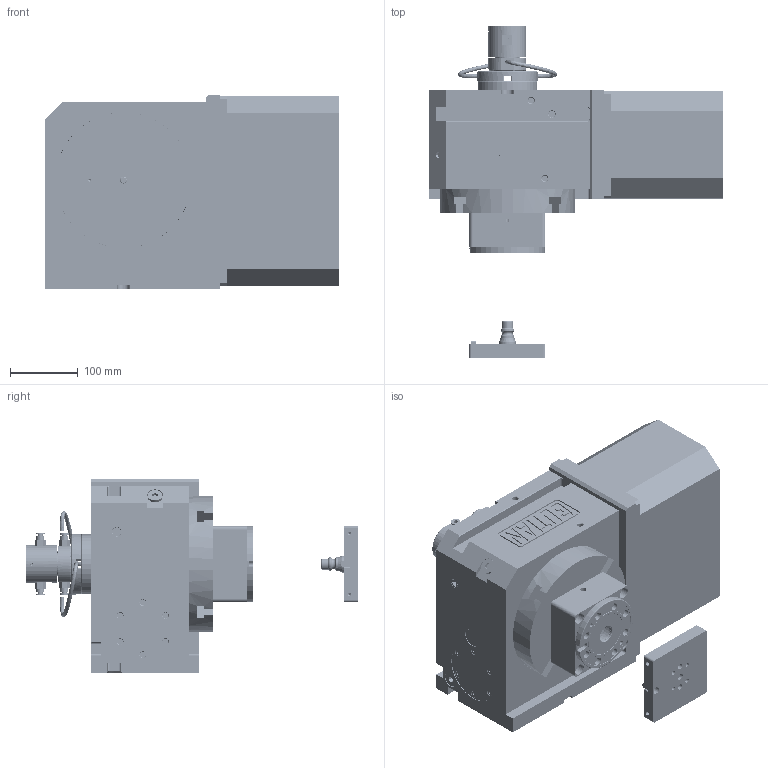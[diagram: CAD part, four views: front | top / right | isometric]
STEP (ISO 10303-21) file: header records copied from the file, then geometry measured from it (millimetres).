
FILE_DESCRIPTION(/* description */ (''),/* implementation_level */ '2;1');
FILE_NAME(/* name */ '',/* time_stamp */ '2022-05-18T16:18:18+08:00',/* author */ (''),/* organization */ (''),/* preprocessor_version */ 'ST-DEVELOPER v11',/* originating_system */ 'SIEMENS PLM Software NX 7.0',/* authorisation */ '');
FILE_SCHEMA (('CONFIG_CONTROL_DESIGN'));
Products named in the file (1): Admi80492kct
Bounding box: 432 x 489 x 285 mm (x, y, z)
Volume: 11507445.2 mm3; surface area: 1128286.4 mm2
Topology: 19 solids, 27 shells, 2356 faces, 5943 edges, 3876 vertices
Faces by surface type: plane 922, cylinder 909, bspline 284, cone 218, torus 23
Full cylindrical faces by diameter (mm): 3.2 x16, 4.2 x5, 4.5 x4, 5 x41, 5.3 x2, 5.5 x5, 6 x16, 6.5 x12, 6.6 x4, 6.7 x14, 7 x8, 8 x2, 8.5 x14, 9 x6, 10 x24, 10.2 x1, 10.5 x3, 11 x36, 12 x8, 13 x5, 14 x16, 14.8 x1, 15 x1, 16 x3, 17 x4, 17.5 x1, 18 x2, 20 x3, 22 x2, 23 x1
Entity records: 142293 total; most frequent: CARTESIAN_POINT 90794, ORIENTED_EDGE 11048, DIRECTION 9076, EDGE_CURVE 5524, VERTEX_POINT 3733, AXIS2_PLACEMENT_3D 3278, EDGE_LOOP 3002, LINE 2520
